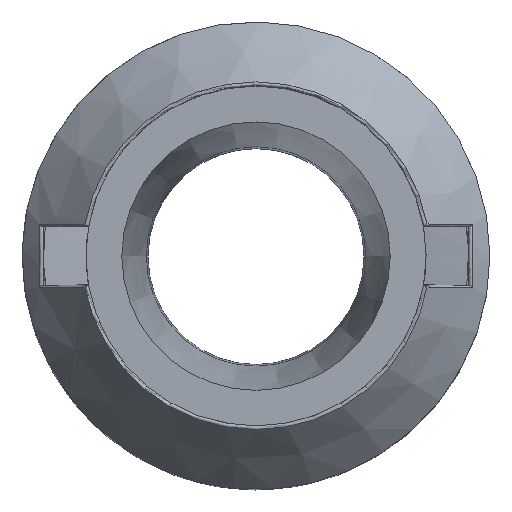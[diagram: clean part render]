
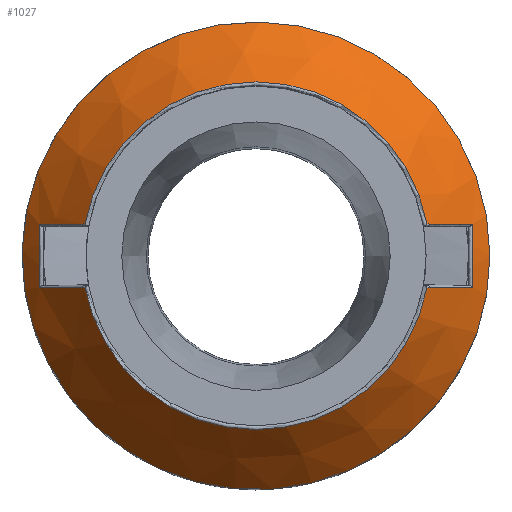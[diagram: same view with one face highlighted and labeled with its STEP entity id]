
A CAD part, top view. The second image highlights one B-rep face of the part: STEP entity #1027.
In plain terms, the highlighted conical face has half-angle 40 degrees and reference radius 7.5 mm.
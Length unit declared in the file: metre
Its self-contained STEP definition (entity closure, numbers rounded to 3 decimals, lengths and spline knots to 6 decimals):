
#17=CONICAL_SURFACE('',#1115,0.0075,0.698);
#142=CIRCLE('',#1066,0.011);
#157=CIRCLE('',#1116,0.008177);
#158=CIRCLE('',#1117,0.008177);
#225=B_SPLINE_CURVE_WITH_KNOTS('',3,(#1855,#1856,#1857,#1858),
 .UNSPECIFIED.,.F.,.F.,(4,4),(0.,0.000171),.UNSPECIFIED.);
#226=B_SPLINE_CURVE_WITH_KNOTS('',3,(#1863,#1864,#1865,#1866),
 .UNSPECIFIED.,.F.,.F.,(4,4),(0.,0.000171),.UNSPECIFIED.);
#227=B_SPLINE_CURVE_WITH_KNOTS('',3,(#1868,#1869,#1870,#1871),
 .UNSPECIFIED.,.F.,.F.,(4,4),(0.,0.003127),.UNSPECIFIED.);
#228=B_SPLINE_CURVE_WITH_KNOTS('',3,(#1873,#1874,#1875,#1876),
 .UNSPECIFIED.,.F.,.F.,(4,4),(0.,0.00298),.UNSPECIFIED.);
#229=B_SPLINE_CURVE_WITH_KNOTS('',3,(#1878,#1879,#1880,#1881),
 .UNSPECIFIED.,.F.,.F.,(4,4),(0.,0.003127),.UNSPECIFIED.);
#230=B_SPLINE_CURVE_WITH_KNOTS('',3,(#1883,#1884,#1885,#1886),
 .UNSPECIFIED.,.F.,.F.,(4,4),(0.,0.000171),.UNSPECIFIED.);
#231=B_SPLINE_CURVE_WITH_KNOTS('',3,(#1890,#1891,#1892,#1893),
 .UNSPECIFIED.,.F.,.F.,(4,4),(0.,0.000171),
 .UNSPECIFIED.);
#232=B_SPLINE_CURVE_WITH_KNOTS('',3,(#1895,#1896,#1897,#1898),
 .UNSPECIFIED.,.F.,.F.,(4,4),(0.,0.003127),.UNSPECIFIED.);
#233=B_SPLINE_CURVE_WITH_KNOTS('',3,(#1900,#1901,#1902,#1903),
 .UNSPECIFIED.,.F.,.F.,(4,4),(0.,0.002988),.UNSPECIFIED.);
#234=B_SPLINE_CURVE_WITH_KNOTS('',3,(#1905,#1906,#1907,#1908),
 .UNSPECIFIED.,.F.,.F.,(4,4),(0.,0.003127),.UNSPECIFIED.);
#470=ORIENTED_EDGE('',*,*,#672,.T.);
#471=ORIENTED_EDGE('',*,*,#673,.T.);
#472=ORIENTED_EDGE('',*,*,#674,.T.);
#473=ORIENTED_EDGE('',*,*,#675,.T.);
#474=ORIENTED_EDGE('',*,*,#676,.T.);
#475=ORIENTED_EDGE('',*,*,#677,.T.);
#476=ORIENTED_EDGE('',*,*,#678,.T.);
#477=ORIENTED_EDGE('',*,*,#679,.T.);
#478=ORIENTED_EDGE('',*,*,#680,.T.);
#479=ORIENTED_EDGE('',*,*,#681,.T.);
#480=ORIENTED_EDGE('',*,*,#682,.T.);
#481=ORIENTED_EDGE('',*,*,#683,.T.);
#482=ORIENTED_EDGE('',*,*,#583,.F.);
#583=EDGE_CURVE('',#732,#732,#142,.F.);
#672=EDGE_CURVE('',#787,#788,#225,.T.);
#673=EDGE_CURVE('',#788,#789,#157,.T.);
#674=EDGE_CURVE('',#789,#790,#226,.T.);
#675=EDGE_CURVE('',#790,#791,#227,.T.);
#676=EDGE_CURVE('',#791,#792,#228,.T.);
#677=EDGE_CURVE('',#792,#793,#229,.T.);
#678=EDGE_CURVE('',#793,#794,#230,.T.);
#679=EDGE_CURVE('',#794,#795,#158,.T.);
#680=EDGE_CURVE('',#795,#796,#231,.T.);
#681=EDGE_CURVE('',#796,#797,#232,.T.);
#682=EDGE_CURVE('',#797,#798,#233,.T.);
#683=EDGE_CURVE('',#798,#787,#234,.T.);
#732=VERTEX_POINT('',#1485);
#787=VERTEX_POINT('',#1859);
#788=VERTEX_POINT('',#1860);
#789=VERTEX_POINT('',#1862);
#790=VERTEX_POINT('',#1867);
#791=VERTEX_POINT('',#1872);
#792=VERTEX_POINT('',#1877);
#793=VERTEX_POINT('',#1882);
#794=VERTEX_POINT('',#1887);
#795=VERTEX_POINT('',#1889);
#796=VERTEX_POINT('',#1894);
#797=VERTEX_POINT('',#1899);
#798=VERTEX_POINT('',#1904);
#865=EDGE_LOOP('',(#470,#471,#472,#473,#474,#475,#476,#477,#478,#479,#480,
#481));
#866=EDGE_LOOP('',(#482));
#941=FACE_BOUND('',#865,.T.);
#942=FACE_BOUND('',#866,.T.);
#1027=ADVANCED_FACE('',(#941,#942),#17,.T.);
#1066=AXIS2_PLACEMENT_3D('',#1484,#1155,#1156);
#1115=AXIS2_PLACEMENT_3D('',#1854,#1291,#1292);
#1116=AXIS2_PLACEMENT_3D('',#1861,#1293,#1294);
#1117=AXIS2_PLACEMENT_3D('',#1888,#1295,#1296);
#1155=DIRECTION('',(0.,0.,1.));
#1156=DIRECTION('',(1.,0.,0.));
#1291=DIRECTION('',(0.,0.,-1.));
#1292=DIRECTION('',(-1.,0.,0.));
#1293=DIRECTION('',(0.,0.,-1.));
#1294=DIRECTION('',(-1.,0.,0.));
#1295=DIRECTION('',(0.,0.,-1.));
#1296=DIRECTION('',(-1.,0.,0.));
#1484=CARTESIAN_POINT('',(0.,0.,0.049829));
#1485=CARTESIAN_POINT('',(0.011,0.,0.049829));
#1854=CARTESIAN_POINT('',(0.,0.,0.054));
#1855=CARTESIAN_POINT('',(-0.00815,0.001489,0.053064));
#1856=CARTESIAN_POINT('',(-0.008113,0.001489,0.053108));
#1857=CARTESIAN_POINT('',(-0.008076,0.001492,0.053151));
#1858=CARTESIAN_POINT('',(-0.008038,0.001498,0.053194));
#1859=CARTESIAN_POINT('',(-0.00815,0.001489,0.053064));
#1860=CARTESIAN_POINT('',(-0.008038,0.001498,0.053194));
#1861=CARTESIAN_POINT('',(0.,0.,0.053194));
#1862=CARTESIAN_POINT('',(0.008038,0.001498,0.053194));
#1863=CARTESIAN_POINT('',(0.008038,0.001498,0.053194));
#1864=CARTESIAN_POINT('',(0.008076,0.001492,0.053151));
#1865=CARTESIAN_POINT('',(0.008113,0.001489,0.053108));
#1866=CARTESIAN_POINT('',(0.00815,0.001489,0.053064));
#1867=CARTESIAN_POINT('',(0.00815,0.001489,0.053064));
#1868=CARTESIAN_POINT('',(0.00815,0.001489,0.053064));
#1869=CARTESIAN_POINT('',(0.008827,0.001488,0.052271));
#1870=CARTESIAN_POINT('',(0.009502,0.001487,0.051477));
#1871=CARTESIAN_POINT('',(0.010176,0.001486,0.050682));
#1872=CARTESIAN_POINT('',(0.010176,0.001486,0.050682));
#1873=CARTESIAN_POINT('',(0.010176,0.001486,0.050682));
#1874=CARTESIAN_POINT('',(0.010177,0.000503,0.05085));
#1875=CARTESIAN_POINT('',(0.010177,-0.000503,0.05085));
#1876=CARTESIAN_POINT('',(0.010176,-0.001486,0.050682));
#1877=CARTESIAN_POINT('',(0.010176,-0.001486,0.050682));
#1878=CARTESIAN_POINT('',(0.010176,-0.001486,0.050682));
#1879=CARTESIAN_POINT('',(0.009502,-0.001487,0.051477));
#1880=CARTESIAN_POINT('',(0.008827,-0.001488,0.052271));
#1881=CARTESIAN_POINT('',(0.00815,-0.001489,0.053064));
#1882=CARTESIAN_POINT('',(0.00815,-0.001489,0.053064));
#1883=CARTESIAN_POINT('',(0.00815,-0.001489,0.053064));
#1884=CARTESIAN_POINT('',(0.008113,-0.001489,0.053108));
#1885=CARTESIAN_POINT('',(0.008076,-0.001492,0.053151));
#1886=CARTESIAN_POINT('',(0.008038,-0.001498,0.053194));
#1887=CARTESIAN_POINT('',(0.008038,-0.001498,0.053194));
#1888=CARTESIAN_POINT('',(0.,0.,0.053194));
#1889=CARTESIAN_POINT('',(-0.008038,-0.001498,0.053194));
#1890=CARTESIAN_POINT('',(-0.008038,-0.001498,0.053194));
#1891=CARTESIAN_POINT('',(-0.008076,-0.001492,0.053151));
#1892=CARTESIAN_POINT('',(-0.008113,-0.001489,0.053108));
#1893=CARTESIAN_POINT('',(-0.00815,-0.001489,0.053064));
#1894=CARTESIAN_POINT('',(-0.00815,-0.001489,0.053064));
#1895=CARTESIAN_POINT('',(-0.00815,-0.001489,0.053064));
#1896=CARTESIAN_POINT('',(-0.008827,-0.001488,0.052271));
#1897=CARTESIAN_POINT('',(-0.009502,-0.001487,0.051477));
#1898=CARTESIAN_POINT('',(-0.010176,-0.001486,0.050682));
#1899=CARTESIAN_POINT('',(-0.010176,-0.001486,0.050682));
#1900=CARTESIAN_POINT('',(-0.010176,-0.001486,0.050682));
#1901=CARTESIAN_POINT('',(-0.010177,-0.000503,0.05085));
#1902=CARTESIAN_POINT('',(-0.010177,0.000503,0.05085));
#1903=CARTESIAN_POINT('',(-0.010176,0.001486,0.050682));
#1904=CARTESIAN_POINT('',(-0.010176,0.001486,0.050682));
#1905=CARTESIAN_POINT('',(-0.010176,0.001486,0.050682));
#1906=CARTESIAN_POINT('',(-0.009502,0.001487,0.051477));
#1907=CARTESIAN_POINT('',(-0.008827,0.001488,0.052271));
#1908=CARTESIAN_POINT('',(-0.00815,0.001489,0.053064));
